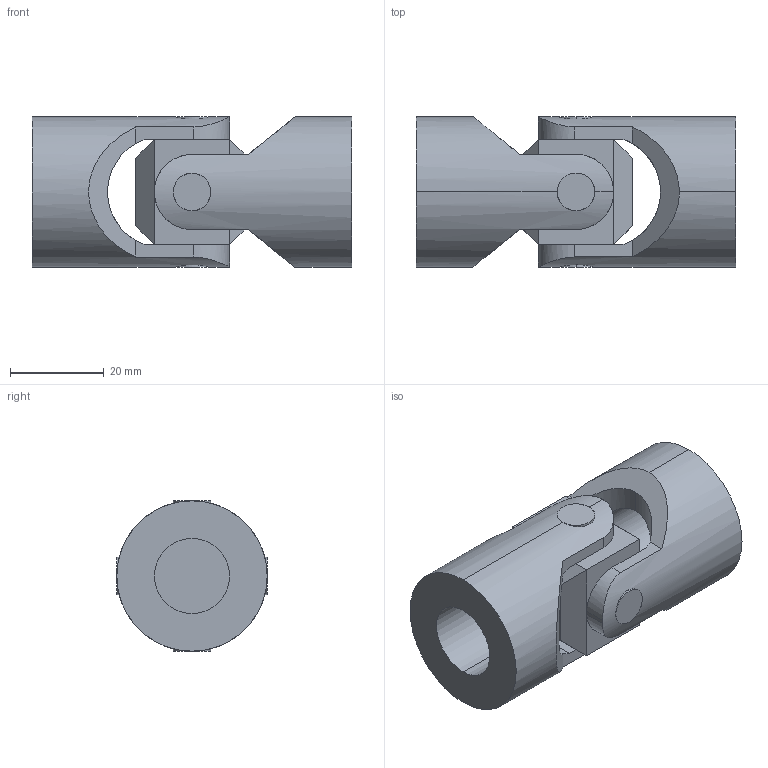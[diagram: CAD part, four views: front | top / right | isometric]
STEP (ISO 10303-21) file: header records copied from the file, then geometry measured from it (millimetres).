
FILE_DESCRIPTION(('STEP AP214'),'1');
FILE_NAME('23403-16068.stp','2020-05-28T10:18:27',('TraceParts'),('TraceParts S.A.'),'Spatial InterOp 3D',' ',' ');
FILE_SCHEMA(('AUTOMOTIVE_DESIGN { 1 0 10303 214 1 1 1 1 }'));
Length unit declared in the file: millimetre
Products named in the file (1): 23403-16068_1
Bounding box: 68 x 32 x 32 mm (x, y, z)
Volume: 38471.6 mm3; surface area: 14352.9 mm2
Topology: 3 solids, 3 shells, 76 faces, 190 edges, 122 vertices
Faces by surface type: plane 41, cylinder 35
Entity records: 3432 total; most frequent: CARTESIAN_POINT 937, DIRECTION 398, ORIENTED_EDGE 380, EDGE_CURVE 190, AXIS2_PLACEMENT_3D 147, VERTEX_POINT 122, LINE 104, VECTOR 104
